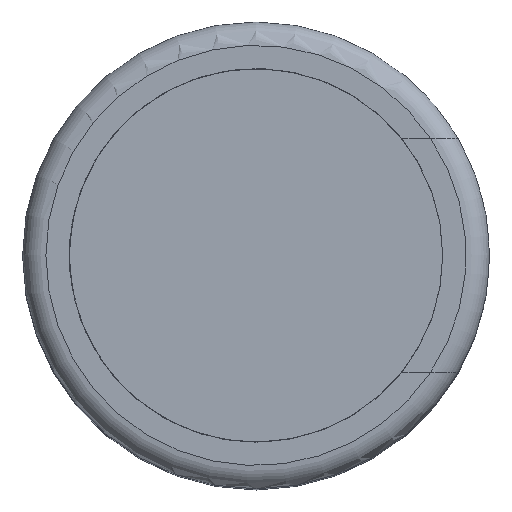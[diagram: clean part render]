
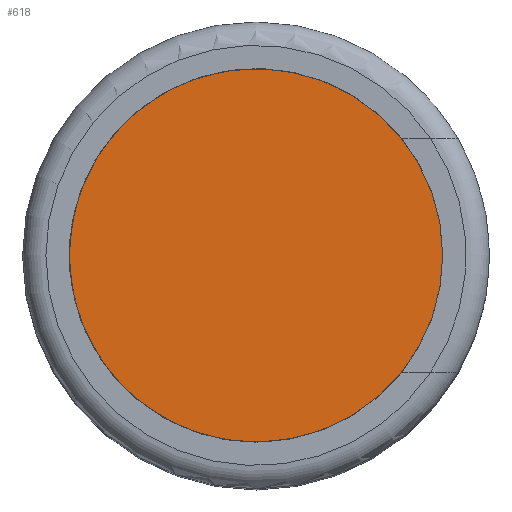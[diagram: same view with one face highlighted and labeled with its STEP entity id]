
A CAD part, top view. The second image highlights one B-rep face of the part: STEP entity #618.
In plain terms, the highlighted planar face has unit normal (0, 0, 1).
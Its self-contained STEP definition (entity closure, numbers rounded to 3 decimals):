
#47=PLANE('',#725);
#147=FACE_OUTER_BOUND('',#186,.T.);
#186=EDGE_LOOP('',(#549));
#220=CIRCLE('',#723,3.2);
#304=VERTEX_POINT('',#1244);
#386=EDGE_CURVE('',#304,#304,#220,.T.);
#549=ORIENTED_EDGE('',*,*,#386,.T.);
#618=ADVANCED_FACE('',(#147),#47,.T.);
#723=AXIS2_PLACEMENT_3D('',#1245,#885,#886);
#725=AXIS2_PLACEMENT_3D('',#1249,#890,#891);
#885=DIRECTION('center_axis',(0.,0.,1.));
#886=DIRECTION('ref_axis',(1.,0.,0.));
#890=DIRECTION('center_axis',(0.,0.,1.));
#891=DIRECTION('ref_axis',(1.,0.,0.));
#1244=CARTESIAN_POINT('',(-3.2,0.,12.45));
#1245=CARTESIAN_POINT('Origin',(0.,0.,12.45));
#1249=CARTESIAN_POINT('Origin',(0.,0.,12.45));
